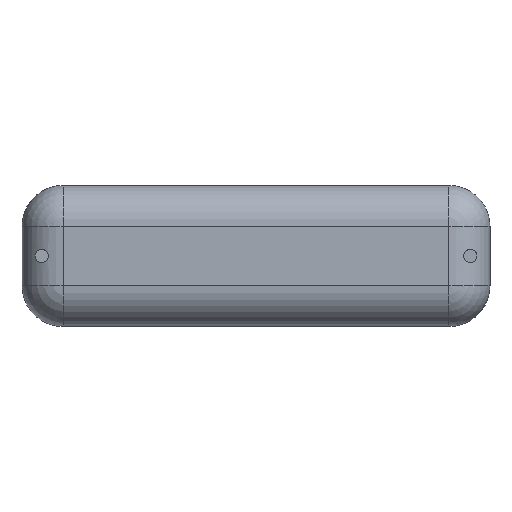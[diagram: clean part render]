
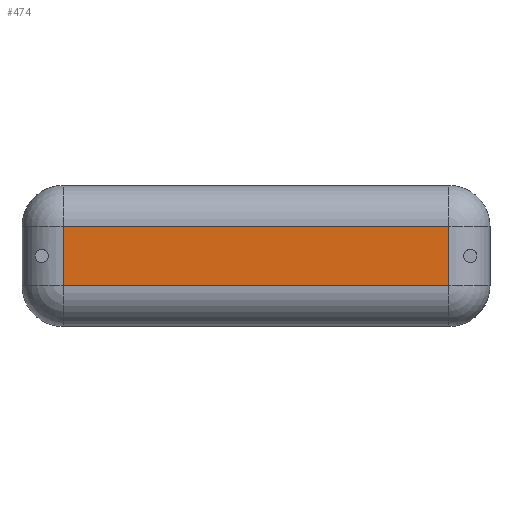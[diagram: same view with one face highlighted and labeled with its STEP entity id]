
A CAD part, front view. The second image highlights one B-rep face of the part: STEP entity #474.
In plain terms, the highlighted planar face has unit normal (0, -1, 0).
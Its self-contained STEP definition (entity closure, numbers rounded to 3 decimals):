
#474 = ADVANCED_FACE ( 'NONE', ( #1941 ), #5409, .F. ) ;
#486 = LINE ( 'NONE', #2761, #3441 ) ;
#575 = LINE ( 'NONE', #5808, #913 ) ;
#620 = DIRECTION ( 'NONE',  ( -1., 0., 0. ) ) ;
#913 = VECTOR ( 'NONE', #5694, 1000. ) ;
#919 = CARTESIAN_POINT ( 'NONE',  ( 14.25, -7.5, 1.8 ) ) ;
#986 = ORIENTED_EDGE ( 'NONE', *, *, #5005, .T. ) ;
#1001 = CARTESIAN_POINT ( 'NONE',  ( 14.25, -7.5, -1.8 ) ) ;
#1029 = DIRECTION ( 'NONE',  ( 0., 0., -1. ) ) ;
#1040 = CARTESIAN_POINT ( 'NONE',  ( 11.75, -7.5, -1.8 ) ) ;
#1871 = CARTESIAN_POINT ( 'NONE',  ( 14.25, -7.5, 1.8 ) ) ;
#1931 = VECTOR ( 'NONE', #620, 1000. ) ;
#1941 = FACE_OUTER_BOUND ( 'NONE', #3419, .T. ) ;
#2052 = DIRECTION ( 'NONE',  ( -1., 0., 0. ) ) ;
#2157 = EDGE_CURVE ( 'NONE', #7354, #5905, #7164, .T. ) ;
#2761 = CARTESIAN_POINT ( 'NONE',  ( -11.75, -7.5, -1.8 ) ) ;
#2879 = CARTESIAN_POINT ( 'NONE',  ( 11.75, -7.5, 1.8 ) ) ;
#3157 = ORIENTED_EDGE ( 'NONE', *, *, #2157, .T. ) ;
#3419 = EDGE_LOOP ( 'NONE', ( #3157, #986, #5621, #4220 ) ) ;
#3441 = VECTOR ( 'NONE', #1029, 1000. ) ;
#3696 = DIRECTION ( 'NONE',  ( 0., 1., 0. ) ) ;
#3963 = CARTESIAN_POINT ( 'NONE',  ( -11.75, -7.5, 1.8 ) ) ;
#4025 = VERTEX_POINT ( 'NONE', #1040 ) ;
#4028 = EDGE_CURVE ( 'NONE', #4025, #6940, #7447, .T. ) ;
#4220 = ORIENTED_EDGE ( 'NONE', *, *, #7084, .T. ) ;
#5005 = EDGE_CURVE ( 'NONE', #5905, #6940, #486, .T. ) ;
#5045 = CARTESIAN_POINT ( 'NONE',  ( -11.75, -7.5, -1.8 ) ) ;
#5409 = PLANE ( 'NONE',  #6939 ) ;
#5447 = DIRECTION ( 'NONE',  ( 0., 0., 1. ) ) ;
#5621 = ORIENTED_EDGE ( 'NONE', *, *, #4028, .F. ) ;
#5694 = DIRECTION ( 'NONE',  ( 0., 0., 1. ) ) ;
#5808 = CARTESIAN_POINT ( 'NONE',  ( 11.75, -7.5, 1.8 ) ) ;
#5905 = VERTEX_POINT ( 'NONE', #3963 ) ;
#6862 = VECTOR ( 'NONE', #2052, 1000. ) ;
#6939 = AXIS2_PLACEMENT_3D ( 'NONE', #919, #3696, #5447 ) ;
#6940 = VERTEX_POINT ( 'NONE', #5045 ) ;
#7084 = EDGE_CURVE ( 'NONE', #4025, #7354, #575, .T. ) ;
#7164 = LINE ( 'NONE', #1871, #1931 ) ;
#7354 = VERTEX_POINT ( 'NONE', #2879 ) ;
#7447 = LINE ( 'NONE', #1001, #6862 ) ;
